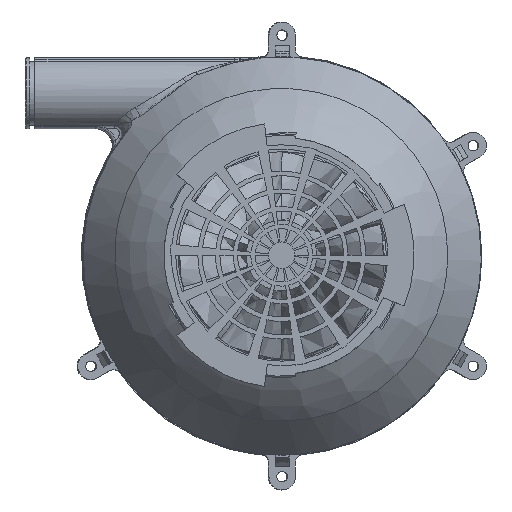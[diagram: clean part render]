
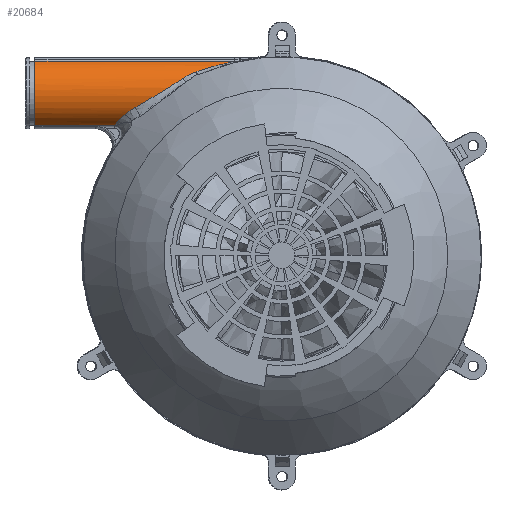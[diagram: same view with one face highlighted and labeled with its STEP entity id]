
A CAD part, top view. The second image highlights one B-rep face of the part: STEP entity #20684.
In plain terms, the highlighted cylindrical face has radius 12.7 mm (diameter 25.4 mm), a partial arc.
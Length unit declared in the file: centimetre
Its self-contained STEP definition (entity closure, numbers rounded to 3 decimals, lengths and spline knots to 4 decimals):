
#393=B_SPLINE_CURVE_WITH_KNOTS($,3,(#39400,#39401,#39402,#39403,#39404),
 .UNSPECIFIED.,.F.,.F.,(4,1,4),(-3.2078,-2.9216,-2.7069),
 .UNSPECIFIED.);
#397=B_SPLINE_CURVE_WITH_KNOTS($,3,(#39522,#39523,#39524,#39525,#39526),
 .UNSPECIFIED.,.F.,.F.,(4,1,4),(6.5152,7.0546,7.3641),
 .UNSPECIFIED.);
#402=B_SPLINE_CURVE_WITH_KNOTS($,3,(#39627,#39628,#39629,#39630),
 .UNSPECIFIED.,.F.,.F.,(4,4),(-1.4513,-0.8585),
 .UNSPECIFIED.);
#408=B_SPLINE_CURVE_WITH_KNOTS($,3,(#39803,#39804,#39805,#39806,#39807,
#39808),.UNSPECIFIED.,.F.,.F.,(4,1,1,4),(-4.387,-3.767,
-3.1469,-2.2168),.UNSPECIFIED.);
#409=B_SPLINE_CURVE_WITH_KNOTS($,3,(#39810,#39811,#39812,#39813),
 .UNSPECIFIED.,.F.,.F.,(4,4),(3.1287,3.2242),
 .UNSPECIFIED.);
#410=B_SPLINE_CURVE_WITH_KNOTS($,3,(#39814,#39815,#39816,#39817,#39818,
#39819),.UNSPECIFIED.,.F.,.F.,(4,1,1,4),(1.6343,2.2078,
2.716,3.1287),.UNSPECIFIED.);
#2165=FACE_OUTER_BOUND($,#3450,.T.);
#3450=EDGE_LOOP($,(#17457,#17458,#17459,#17460,#17461,#17462,#17463,#17464,
#17465));
#4939=LINE($,#39720,#6475);
#4945=LINE($,#39801,#6481);
#6475=VECTOR($,#26975,2.8591);
#6481=VECTOR($,#26999,7.1748);
#7645=CIRCLE($,#22436,1.27);
#9285=VERTEX_POINT($,#38345);
#9387=VERTEX_POINT($,#39397);
#9388=VERTEX_POINT($,#39399);
#9390=VERTEX_POINT($,#39521);
#9393=VERTEX_POINT($,#39621);
#9394=VERTEX_POINT($,#39626);
#9417=VERTEX_POINT($,#39719);
#9423=VERTEX_POINT($,#39800);
#9424=VERTEX_POINT($,#39809);
#12149=EDGE_CURVE($,#9387,#9388,#393,.T.);
#12153=EDGE_CURVE($,#9388,#9390,#397,.T.);
#12159=EDGE_CURVE($,#9393,#9394,#402,.T.);
#12192=EDGE_CURVE($,#9390,#9417,#4939,.T.);
#12204=EDGE_CURVE($,#9423,#9285,#4945,.T.);
#12205=EDGE_CURVE($,#9423,#9417,#7645,.T.);
#12206=EDGE_CURVE($,#9394,#9387,#408,.T.);
#12207=EDGE_CURVE($,#9424,#9393,#409,.T.);
#12208=EDGE_CURVE($,#9285,#9424,#410,.T.);
#17457=ORIENTED_EDGE($,*,*,#12204,.F.);
#17458=ORIENTED_EDGE($,*,*,#12205,.T.);
#17459=ORIENTED_EDGE($,*,*,#12192,.F.);
#17460=ORIENTED_EDGE($,*,*,#12153,.F.);
#17461=ORIENTED_EDGE($,*,*,#12149,.F.);
#17462=ORIENTED_EDGE($,*,*,#12206,.F.);
#17463=ORIENTED_EDGE($,*,*,#12159,.F.);
#17464=ORIENTED_EDGE($,*,*,#12207,.F.);
#17465=ORIENTED_EDGE($,*,*,#12208,.F.);
#19762=CYLINDRICAL_SURFACE($,#22435,1.27);
#20684=ADVANCED_FACE($,(#2165),#19762,.T.);
#22435=AXIS2_PLACEMENT_3D($,#39799,#26997,#26998);
#22436=AXIS2_PLACEMENT_3D($,#39802,#27000,#27001);
#26975=DIRECTION($,(-1.,0.,0.));
#26997=DIRECTION('center_axis',(1.,0.,0.));
#26998=DIRECTION('ref_axis',(0.,0.925,-0.38));
#26999=DIRECTION($,(1.,0.,0.));
#27000=DIRECTION('center_axis',(1.,0.,0.));
#27001=DIRECTION('ref_axis',(0.,0.925,-0.38));
#38345=CARTESIAN_POINT('',(-14.1904,19.4715,2.9314));
#39397=CARTESIAN_POINT('',(-17.7714,17.8094,3.5364));
#39399=CARTESIAN_POINT('',(-18.1263,17.5666,3.3935));
#39400=CARTESIAN_POINT('Ctrl Pts',(-17.7714,17.8094,3.5364));
#39401=CARTESIAN_POINT('Ctrl Pts',(-17.8467,17.7666,3.5173));
#39402=CARTESIAN_POINT('Ctrl Pts',(-17.9746,17.6887,3.4775));
#39403=CARTESIAN_POINT('Ctrl Pts',(-18.0855,17.6043,3.4217));
#39404=CARTESIAN_POINT('Ctrl Pts',(-18.1263,17.5666,3.3935));
#39521=CARTESIAN_POINT('',(-18.506,17.1858,2.9313));
#39522=CARTESIAN_POINT('Ctrl Pts',(-18.1263,17.5666,3.3935));
#39523=CARTESIAN_POINT('Ctrl Pts',(-18.2287,17.4721,3.3225));
#39524=CARTESIAN_POINT('Ctrl Pts',(-18.3717,17.3303,3.1834));
#39525=CARTESIAN_POINT('Ctrl Pts',(-18.4746,17.2201,3.002));
#39526=CARTESIAN_POINT('Ctrl Pts',(-18.506,17.1858,2.9313));
#39621=CARTESIAN_POINT('',(-15.5809,19.0906,3.3935));
#39626=CARTESIAN_POINT('',(-16.0613,18.8479,3.5364));
#39627=CARTESIAN_POINT('Ctrl Pts',(-15.5809,19.0906,3.3935));
#39628=CARTESIAN_POINT('Ctrl Pts',(-15.7526,19.028,3.4405));
#39629=CARTESIAN_POINT('Ctrl Pts',(-15.9153,18.9469,3.4921));
#39630=CARTESIAN_POINT('Ctrl Pts',(-16.0613,18.8479,3.5364));
#39719=CARTESIAN_POINT('',(-21.3651,17.1858,2.9313));
#39720=CARTESIAN_POINT($,(-21.3651,17.1858,2.9313));
#39799=CARTESIAN_POINT('Origin',(-21.3651,18.3286,2.3775));
#39800=CARTESIAN_POINT('',(-21.3651,19.4715,2.9313));
#39801=CARTESIAN_POINT($,(-21.3651,19.4715,2.9313));
#39802=CARTESIAN_POINT('Origin',(-21.3651,18.3286,2.3775));
#39803=CARTESIAN_POINT('Ctrl Pts',(-16.0613,18.8479,3.5364));
#39804=CARTESIAN_POINT('Ctrl Pts',(-16.2133,18.745,3.5826));
#39805=CARTESIAN_POINT('Ctrl Pts',(-16.5345,18.5429,3.6415));
#39806=CARTESIAN_POINT('Ctrl Pts',(-17.1122,18.193,3.6587));
#39807=CARTESIAN_POINT('Ctrl Pts',(-17.5266,17.9483,3.5987));
#39808=CARTESIAN_POINT('Ctrl Pts',(-17.7714,17.8094,3.5364));
#39809=CARTESIAN_POINT('',(-15.4978,19.1205,3.3704));
#39810=CARTESIAN_POINT('Ctrl Pts',(-15.4978,19.1205,3.3704));
#39811=CARTESIAN_POINT('Ctrl Pts',(-15.5256,19.1107,3.3782));
#39812=CARTESIAN_POINT('Ctrl Pts',(-15.5533,19.1007,3.3859));
#39813=CARTESIAN_POINT('Ctrl Pts',(-15.5809,19.0906,3.3935));
#39814=CARTESIAN_POINT('Ctrl Pts',(-14.1904,19.4715,2.9314));
#39815=CARTESIAN_POINT('Ctrl Pts',(-14.3594,19.4396,2.9973));
#39816=CARTESIAN_POINT('Ctrl Pts',(-14.6771,19.3703,3.1131));
#39817=CARTESIAN_POINT('Ctrl Pts',(-15.1097,19.2509,3.2564));
#39818=CARTESIAN_POINT('Ctrl Pts',(-15.3779,19.1629,3.3366));
#39819=CARTESIAN_POINT('Ctrl Pts',(-15.4978,19.1205,3.3704));
